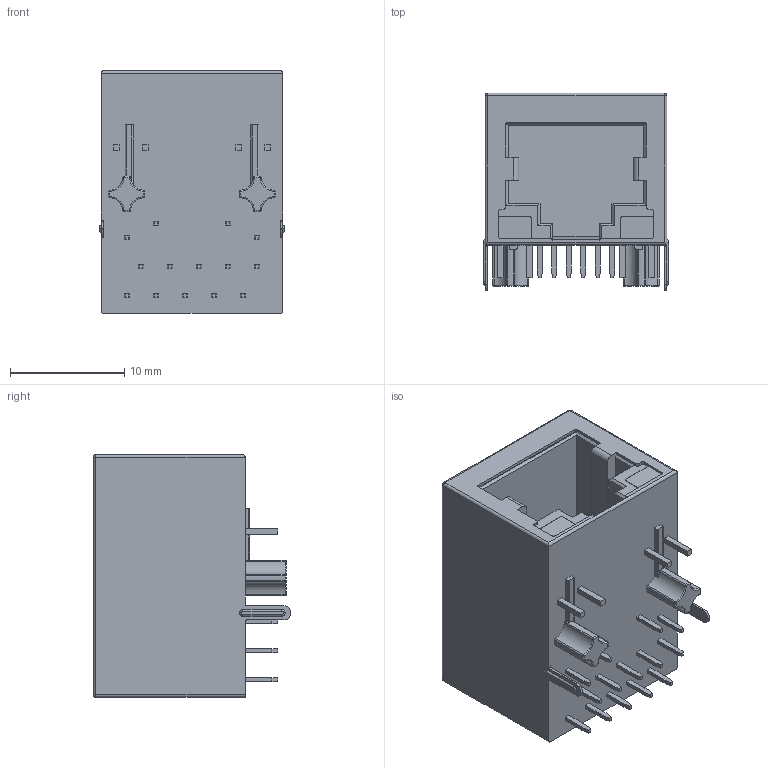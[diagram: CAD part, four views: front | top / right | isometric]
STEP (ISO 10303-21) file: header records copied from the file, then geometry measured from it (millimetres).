
FILE_DESCRIPTION((''),'2;1');
FILE_NAME('TRJG0926HENL-S','2020-05-12T',('trxcom'),(''),'PRO/ENGINEER BY PARAMETRIC TECHNOLOGY CORPORATION, 2011310','PRO/ENGINEER BY PARAMETRIC TECHNOLOGY CORPORATION, 2011310','');
FILE_SCHEMA(('CONFIG_CONTROL_DESIGN'));
Length unit declared in the file: millimetre
Products named in the file (1): TRJG0926HENL-S
Bounding box: 16.23 x 17.3 x 21.25 mm (x, y, z)
Volume: 3629.3 mm3; surface area: 2304.2 mm2
Topology: 1 solids, 1 shells, 419 faces, 1085 edges, 698 vertices
Faces by surface type: plane 247, cylinder 75, extrusion 53, sphere 20, torus 16, bspline 8
Entity records: 13008 total; most frequent: CARTESIAN_POINT 2823, ORIENTED_EDGE 2170, DIRECTION 1944, EDGE_CURVE 1085, VECTOR 808, LINE 755, VERTEX_POINT 698, AXIS2_PLACEMENT_3D 568
